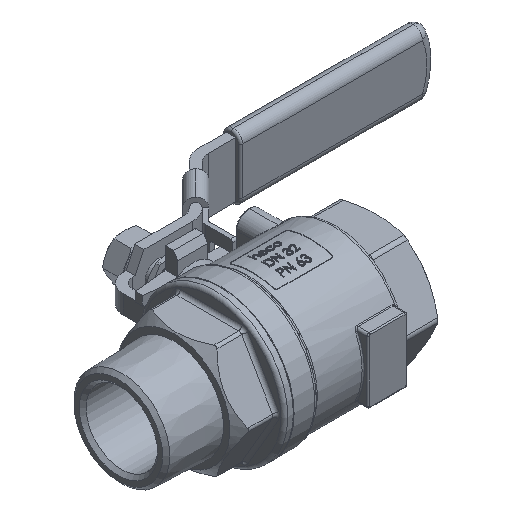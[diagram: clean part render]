
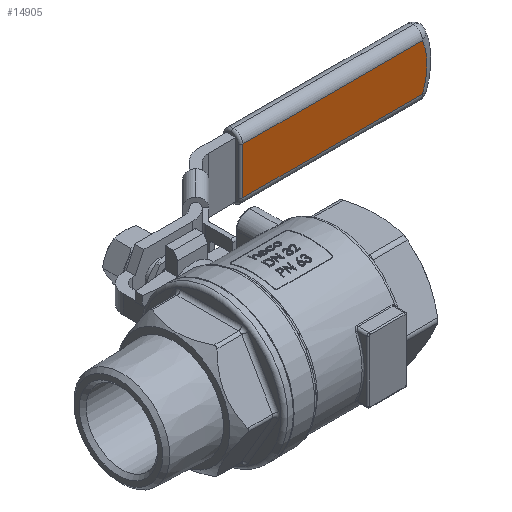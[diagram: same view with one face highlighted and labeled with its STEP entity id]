
A CAD part, isometric view. The second image highlights one B-rep face of the part: STEP entity #14905.
In plain terms, the highlighted planar face has unit normal (0, -1, 0).
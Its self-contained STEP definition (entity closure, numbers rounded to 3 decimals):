
#475 = CARTESIAN_POINT ( 'NONE',  ( 134.001, 70., -10.001 ) ) ;
#479 = CARTESIAN_POINT ( 'NONE',  ( 134.001, 70., 10.001 ) ) ;
#484 = CARTESIAN_POINT ( 'NONE',  ( 56.627, 70., -10.001 ) ) ;
#487 = CARTESIAN_POINT ( 'NONE',  ( 56.627, 70., 10.001 ) ) ;
#4722 = FACE_OUTER_BOUND ( 'NONE', #12371, .T. ) ;
#4770 = PLANE ( 'NONE',  #21767 ) ;
#4780 = CARTESIAN_POINT ( 'NONE',  ( 140., 70., 14. ) ) ;
#4781 = DIRECTION ( 'NONE',  ( 0., 1., 0. ) ) ;
#4782 = DIRECTION ( 'NONE',  ( -1., 0., 0. ) ) ;
#12371 = EDGE_LOOP ( 'NONE', ( #20875, #20877, #20879, #20881 ) ) ;
#13765 = VERTEX_POINT ( 'NONE', #475 ) ;
#13769 = VERTEX_POINT ( 'NONE', #479 ) ;
#13774 = VERTEX_POINT ( 'NONE', #484 ) ;
#13777 = VERTEX_POINT ( 'NONE', #487 ) ;
#14905 = ADVANCED_FACE ( 'NONE', ( #4722 ), #4770, .F. ) ;
#20875 = ORIENTED_EDGE ( 'NONE', *, *, #31604, .T. ) ;
#20877 = ORIENTED_EDGE ( 'NONE', *, *, #31588, .T. ) ;
#20879 = ORIENTED_EDGE ( 'NONE', *, *, #31619, .T. ) ;
#20881 = ORIENTED_EDGE ( 'NONE', *, *, #34115, .T. ) ;
#21767 = AXIS2_PLACEMENT_3D ( 'NONE', #4780, #4781, #4782 ) ;
#22580 = LINE ( 'NONE', #22591, #38594 ) ;
#22591 = CARTESIAN_POINT ( 'NONE',  ( 56.627, 70., 14. ) ) ;
#22593 = DIRECTION ( 'NONE',  ( 0., 0., -1. ) ) ;
#22614 = LINE ( 'NONE', #22615, #38612 ) ;
#22615 = CARTESIAN_POINT ( 'NONE',  ( 140., 70., 10.001 ) ) ;
#22616 = DIRECTION ( 'NONE',  ( -1., 0., 0. ) ) ;
#22628 = LINE ( 'NONE', #22634, #38619 ) ;
#22634 = CARTESIAN_POINT ( 'NONE',  ( 136.533, 70., -10.001 ) ) ;
#22635 = DIRECTION ( 'NONE',  ( 1., 0., 0. ) ) ;
#23398 = CARTESIAN_POINT ( 'NONE',  ( 110., 70., 0. ) ) ;
#23399 = DIRECTION ( 'NONE',  ( 0., -1., 0. ) ) ;
#23400 = DIRECTION ( 'NONE',  ( -1., 0., 0. ) ) ;
#31588 = EDGE_CURVE ( 'NONE', #13777, #13774, #22580, .T. ) ;
#31604 = EDGE_CURVE ( 'NONE', #13769, #13777, #22614, .T. ) ;
#31619 = EDGE_CURVE ( 'NONE', #13774, #13765, #22628, .T. ) ;
#34115 = EDGE_CURVE ( 'NONE', #13765, #13769, #38743, .T. ) ;
#38594 = VECTOR ( 'NONE', #22593, 1000. ) ;
#38612 = VECTOR ( 'NONE', #22616, 1000. ) ;
#38619 = VECTOR ( 'NONE', #22635, 1000. ) ;
#38743 = CIRCLE ( 'NONE', #38749, 26.001 ) ;
#38749 = AXIS2_PLACEMENT_3D ( 'NONE', #23398, #23399, #23400 ) ;
